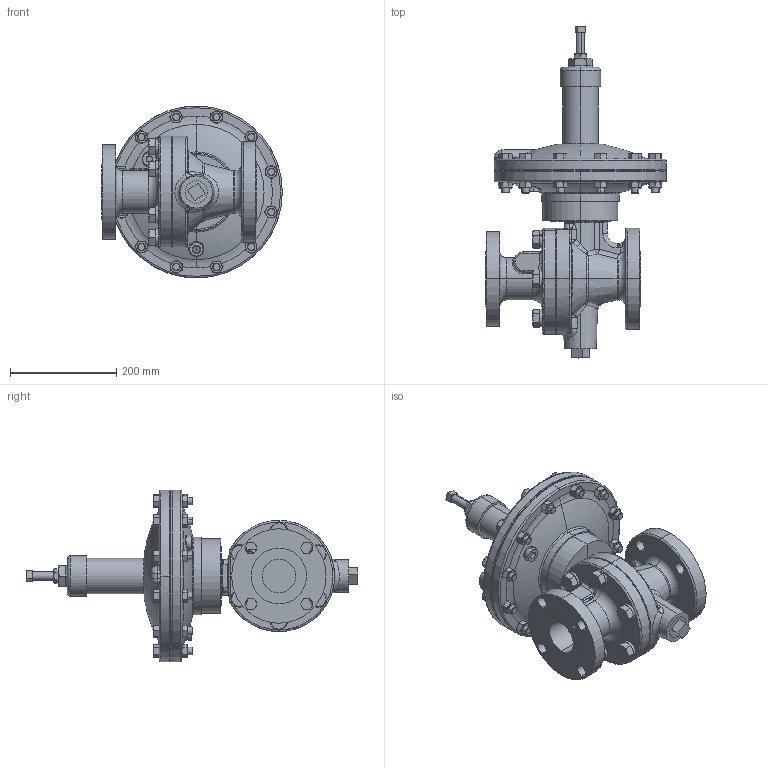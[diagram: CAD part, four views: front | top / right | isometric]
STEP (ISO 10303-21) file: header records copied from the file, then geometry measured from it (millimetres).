
FILE_DESCRIPTION (( 'STEP AP203' ), '1' );
FILE_NAME ('60-300-ALL-I3.STEP', '2017-07-21T14:19:16', ( '' ), ( '' ), 'SwSTEP 2.0', 'SolidWorks 2014', '' );
FILE_SCHEMA (( 'CONFIG_CONTROL_DESIGN' ));
Length unit declared in the file: inch
Products named in the file (2): 60-300-ALL-I3
Bounding box: 340.23 x 625.28 x 323.85 mm (x, y, z)
Volume: 11181323.1 mm3; surface area: 705722.7 mm2
Topology: 1 solids, 1 shells, 1090 faces, 2608 edges, 1547 vertices
Faces by surface type: plane 387, cone 346, cylinder 213, bspline 70, torus 60, sphere 14
Entity records: 39535 total; most frequent: CARTESIAN_POINT 15304, ORIENTED_EDGE 5192, DIRECTION 4862, EDGE_CURVE 2596, AXIS2_PLACEMENT_3D 2036, VERTEX_POINT 1547, EDGE_LOOP 1181, FACE_OUTER_BOUND 1090
